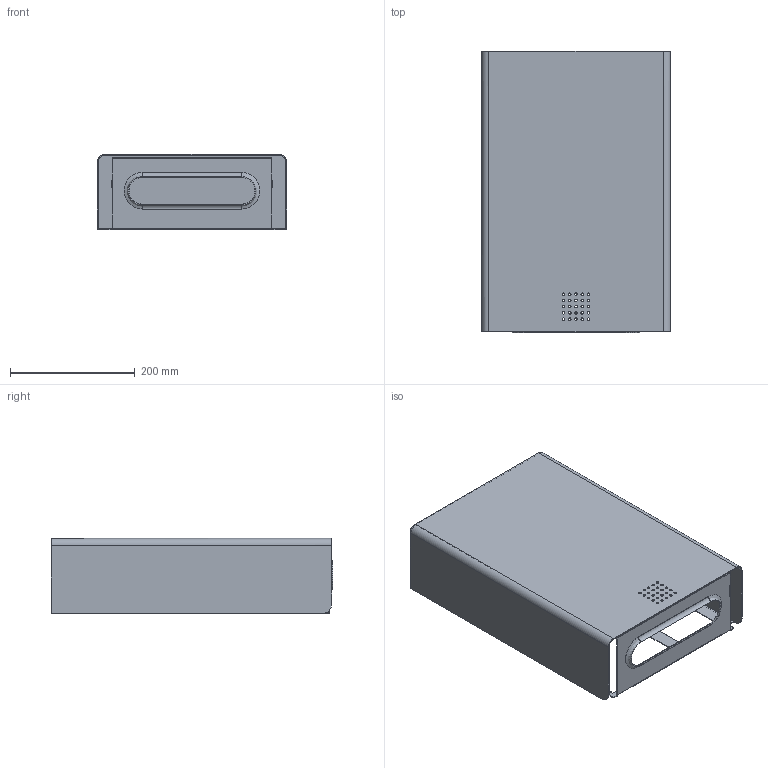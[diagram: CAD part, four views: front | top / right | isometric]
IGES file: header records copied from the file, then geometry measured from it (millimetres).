
Global section: file name: 103_B; native system: Autodesk Inventor 2022; preprocessor: unknown; author: R. Madlener; date: 20230222.113353; units: millimetre
Bounding box: 303.2 x 451.98 x 120.5 mm (x, y, z)
Volume: 484774.4 mm3; surface area: 675440.1 mm2
Topology: 2 solids, 2 shells, 153 faces, 411 edges, 262 vertices
Faces by surface type: bspline 153
